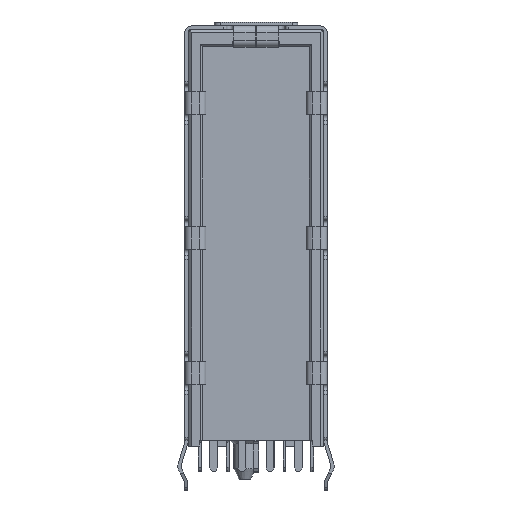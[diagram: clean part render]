
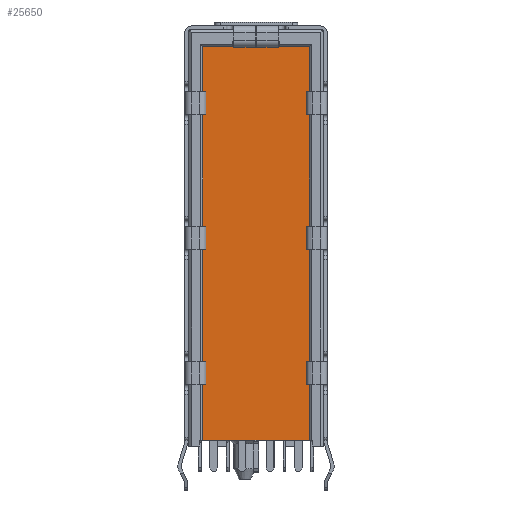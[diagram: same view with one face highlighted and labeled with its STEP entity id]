
A CAD part, front view. The second image highlights one B-rep face of the part: STEP entity #25650.
In plain terms, the highlighted face is planar.
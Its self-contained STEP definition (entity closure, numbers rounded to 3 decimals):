
#1380=FACE_OUTER_BOUND('',#2732,.T.);
#2732=EDGE_LOOP('',(#21365,#21366,#21367,#21368,#21369,#21370));
#5131=LINE('',#40055,#8323);
#5317=LINE('',#40424,#8509);
#5318=LINE('',#40426,#8510);
#5319=LINE('',#40428,#8511);
#5320=LINE('',#40429,#8512);
#5321=LINE('',#40430,#8513);
#8323=VECTOR('',#32750,1000.);
#8509=VECTOR('',#33002,1000.);
#8510=VECTOR('',#33003,1000.);
#8511=VECTOR('',#33004,1000.);
#8512=VECTOR('',#33005,1000.);
#8513=VECTOR('',#33006,1000.);
#11678=VERTEX_POINT('',#40052);
#11679=VERTEX_POINT('',#40054);
#11828=VERTEX_POINT('',#40422);
#11829=VERTEX_POINT('',#40423);
#11830=VERTEX_POINT('',#40425);
#11831=VERTEX_POINT('',#40427);
#14968=EDGE_CURVE('',#11679,#11678,#5131,.T.);
#15154=EDGE_CURVE('',#11828,#11829,#5317,.T.);
#15155=EDGE_CURVE('',#11830,#11828,#5318,.T.);
#15156=EDGE_CURVE('',#11831,#11830,#5319,.T.);
#15157=EDGE_CURVE('',#11679,#11831,#5320,.T.);
#15158=EDGE_CURVE('',#11829,#11678,#5321,.T.);
#21365=ORIENTED_EDGE('',*,*,#15154,.F.);
#21366=ORIENTED_EDGE('',*,*,#15155,.F.);
#21367=ORIENTED_EDGE('',*,*,#15156,.F.);
#21368=ORIENTED_EDGE('',*,*,#15157,.F.);
#21369=ORIENTED_EDGE('',*,*,#14968,.T.);
#21370=ORIENTED_EDGE('',*,*,#15158,.F.);
#24356=PLANE('',#27598);
#25650=ADVANCED_FACE('',(#1380),#24356,.T.);
#27598=AXIS2_PLACEMENT_3D('',#40421,#33000,#33001);
#32750=DIRECTION('',(1.,0.,0.));
#33000=DIRECTION('center_axis',(0.,-0.006,1.));
#33001=DIRECTION('ref_axis',(1.,0.,0.));
#33002=DIRECTION('',(1.,0.,0.));
#33003=DIRECTION('',(1.,0.,0.));
#33004=DIRECTION('',(1.,0.,0.));
#33005=DIRECTION('',(0.,1.,0.006));
#33006=DIRECTION('',(0.,-1.,-0.006));
#40052=CARTESIAN_POINT('',(10.75,-36.55,7.99));
#40054=CARTESIAN_POINT('',(1.25,-36.55,7.99));
#40055=CARTESIAN_POINT('',(6.,-36.55,7.99));
#40421=CARTESIAN_POINT('Origin',(1.06,-37.25,7.986));
#40422=CARTESIAN_POINT('',(8.05,-1.55,8.19));
#40423=CARTESIAN_POINT('',(10.75,-1.55,8.19));
#40424=CARTESIAN_POINT('',(6.,-1.55,8.19));
#40425=CARTESIAN_POINT('',(3.95,-1.55,8.19));
#40426=CARTESIAN_POINT('',(6.,-1.55,8.19));
#40427=CARTESIAN_POINT('',(1.25,-1.55,8.19));
#40428=CARTESIAN_POINT('',(6.,-1.55,8.19));
#40429=CARTESIAN_POINT('',(1.25,-19.05,8.09));
#40430=CARTESIAN_POINT('',(10.75,-19.05,8.09));
